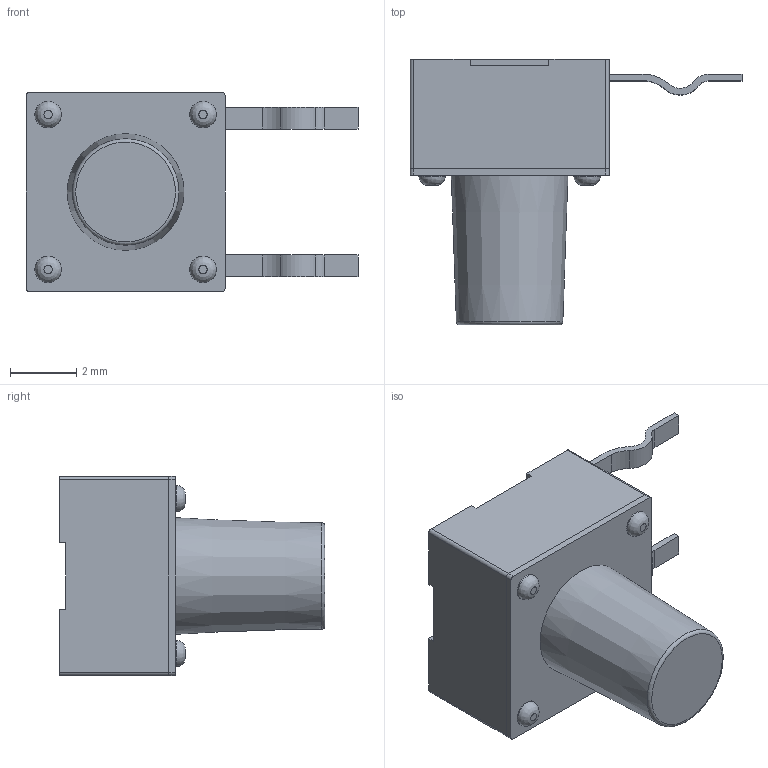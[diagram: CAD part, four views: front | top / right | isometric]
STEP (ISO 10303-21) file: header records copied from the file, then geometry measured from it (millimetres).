
FILE_DESCRIPTION(/* description */ (''),/* implementation_level */ '2;1');
FILE_NAME(/* name */ 'TackSwitch.step',/* time_stamp */ '2024-07-03T19:24:10+02:00',/* author */ (''),/* organization */ (''),/* preprocessor_version */ 'ST-DEVELOPER v20',/* originating_system */ 'Autodesk Translation Framework v13.14.0.145',/* authorisation */ '');
FILE_SCHEMA (('AUTOMOTIVE_DESIGN { 1 0 10303 214 3 1 1 }'));
Length unit declared in the file: millimetre
Products named in the file (1): TackSwitch
Bounding box: 10 x 8 x 6 mm (x, y, z)
Volume: 164.3 mm3; surface area: 311.2 mm2
Topology: 5 solids, 5 shells, 86 faces, 216 edges, 144 vertices
Faces by surface type: plane 50, cylinder 30, bspline 4, torus 1, cone 1
Full cylindrical faces by diameter (mm): 0.8 x8
Entity records: 2744 total; most frequent: CARTESIAN_POINT 551, DIRECTION 459, ORIENTED_EDGE 432, EDGE_CURVE 216, AXIS2_PLACEMENT_3D 160, VERTEX_POINT 144, LINE 139, VECTOR 139
